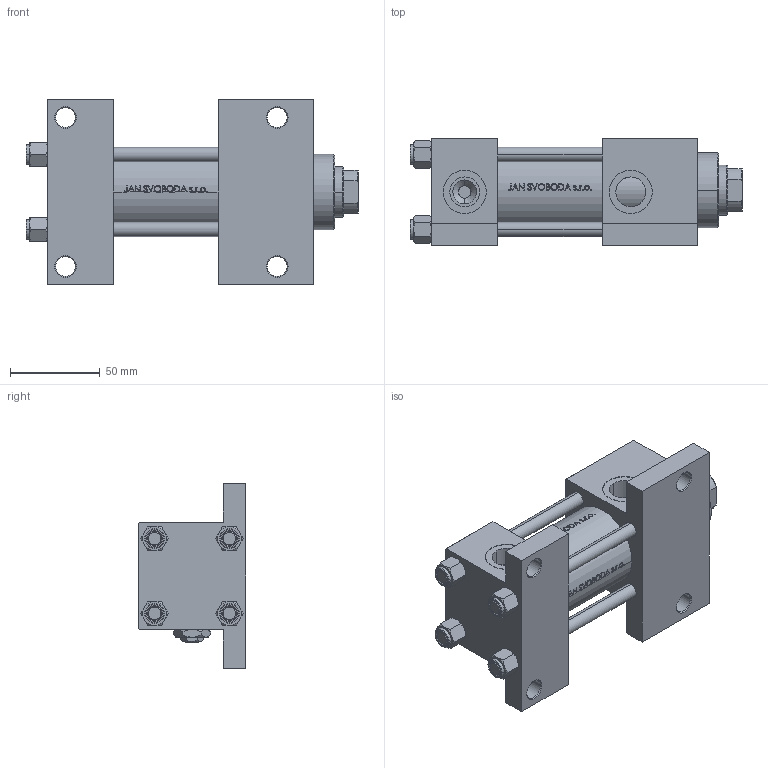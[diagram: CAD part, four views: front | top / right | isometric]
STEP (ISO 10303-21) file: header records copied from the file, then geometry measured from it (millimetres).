
FILE_DESCRIPTION (( 'STEP AP203' ), '1' );
FILE_NAME ('0905.STEP', '2023-01-17T18:05:57', ( '' ), ( '' ), 'SwSTEP 2.0', 'SolidWorks 2019', '' );
FILE_SCHEMA (( 'CONFIG_CONTROL_DESIGN' ));
Length unit declared in the file: millimetre
Products named in the file (7): V215CR_G_TYCINKA 070fd5bb31873f622098b1bdb929e38e; V215_VC_A 070fd5bb31873f622098b1bdb929e38e; V215CR_VCP_G 070fd5bb31873f622098b1bdb929e38e; 0905; V215CR_G_Body 070fd5bb31873f622098b1bdb929e38e; Zatka_pro_OIL_PORT 070fd5bb31873f622098b1bdb929e38e; NUT_M5_G 070fd5bb31873f622098b1bdb929e38e
Assembly tree (12 placements, depth 2):
  0905
    V215CR_G_Body 070fd5bb31873f622098b1bdb929e38e
    V215CR_VCP_G 070fd5bb31873f622098b1bdb929e38e
    V215CR_G_TYCINKA 070fd5bb31873f622098b1bdb929e38e  x4
    NUT_M5_G 070fd5bb31873f622098b1bdb929e38e  x4
    V215_VC_A 070fd5bb31873f622098b1bdb929e38e
    Zatka_pro_OIL_PORT 070fd5bb31873f622098b1bdb929e38e
Bounding box: 185 x 60 x 103 mm (x, y, z)
Volume: 470001.4 mm3; surface area: 121998.9 mm2
Topology: 12 solids, 12 shells, 1136 faces, 2868 edges, 1839 vertices
Faces by surface type: plane 454, bspline 380, cone 166, cylinder 128, torus 8
Entity records: 49237 total; most frequent: CARTESIAN_POINT 26477, ORIENTED_EDGE 5228, DIRECTION 3246, EDGE_CURVE 2614, VERTEX_POINT 1695, LINE 1334, VECTOR 1334, EDGE_LOOP 1121
